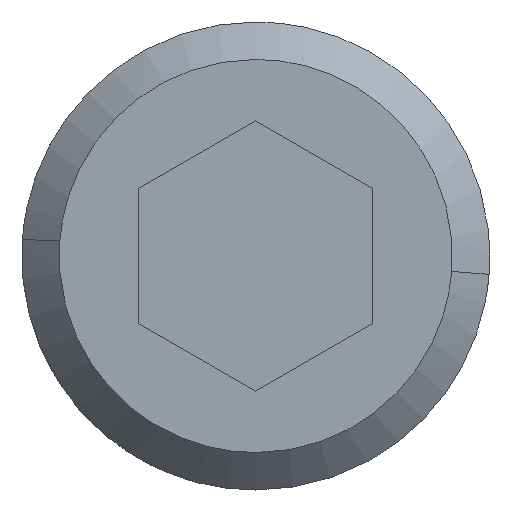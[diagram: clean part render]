
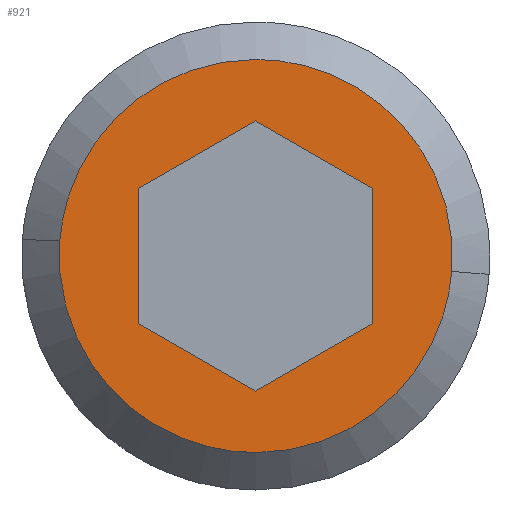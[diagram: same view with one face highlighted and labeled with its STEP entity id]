
A CAD part, front view. The second image highlights one B-rep face of the part: STEP entity #921.
In plain terms, the highlighted free-form (B-spline) face has degree [1, 1] with [2, 2] control points.
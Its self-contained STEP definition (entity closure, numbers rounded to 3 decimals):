
#600=CARTESIAN_POINT('',(2.094,-19.65,-0.165));
#601=VERTEX_POINT('',#600);
#607=CARTESIAN_POINT('',(0.0,-19.65,-2.1));
#608=VERTEX_POINT('',#607);
#609=CARTESIAN_POINT('',(0.0,-19.65,-2.1));
#610=CARTESIAN_POINT('',(1.941,-19.65,-2.1));
#611=CARTESIAN_POINT('',(2.094,-19.65,-0.165));
#619=(BOUNDED_CURVE()B_SPLINE_CURVE(2,(#609,#610,#611),.UNSPECIFIED.,.F.,.U.)B_SPLINE_CURVE_WITH_KNOTS((3,3),(0.0,0.236),.UNSPECIFIED.)CURVE()GEOMETRIC_REPRESENTATION_ITEM()RATIONAL_B_SPLINE_CURVE((1.0,0.723,0.97))REPRESENTATION_ITEM(''));
#620=EDGE_CURVE('',#608,#601,#619,.T.);
#622=CARTESIAN_POINT('',(-2.094,-19.65,0.165));
#623=VERTEX_POINT('',#622);
#624=CARTESIAN_POINT('',(-2.094,-19.65,0.165));
#625=CARTESIAN_POINT('',(-2.1,-19.65,0.083));
#626=CARTESIAN_POINT('',(-2.1,-19.65,0.));
#627=CARTESIAN_POINT('',(-2.1,-19.65,-2.1));
#628=CARTESIAN_POINT('',(0.0,-19.65,-2.1));
#636=(BOUNDED_CURVE()B_SPLINE_CURVE(2,(#624,#625,#626,#627,#628),.UNSPECIFIED.,.F.,.U.)B_SPLINE_CURVE_WITH_KNOTS((3,2,3),(0.736,0.75,1.0),.UNSPECIFIED.)CURVE()GEOMETRIC_REPRESENTATION_ITEM()RATIONAL_B_SPLINE_CURVE((0.97,0.984,1.0,0.707,1.0))REPRESENTATION_ITEM(''));
#637=EDGE_CURVE('',#623,#608,#636,.T.);
#674=CARTESIAN_POINT('',(0.0,-19.65,2.1));
#675=VERTEX_POINT('',#674);
#676=CARTESIAN_POINT('',(0.0,-19.65,2.1));
#677=CARTESIAN_POINT('',(-1.941,-19.65,2.1));
#678=CARTESIAN_POINT('',(-2.094,-19.65,0.165));
#686=(BOUNDED_CURVE()B_SPLINE_CURVE(2,(#676,#677,#678),.UNSPECIFIED.,.F.,.U.)B_SPLINE_CURVE_WITH_KNOTS((3,3),(0.5,0.736),.UNSPECIFIED.)CURVE()GEOMETRIC_REPRESENTATION_ITEM()RATIONAL_B_SPLINE_CURVE((1.0,0.723,0.97))REPRESENTATION_ITEM(''));
#687=EDGE_CURVE('',#675,#623,#686,.T.);
#689=CARTESIAN_POINT('',(2.094,-19.65,-0.165));
#690=CARTESIAN_POINT('',(2.1,-19.65,-0.083));
#691=CARTESIAN_POINT('',(2.1,-19.65,0.));
#692=CARTESIAN_POINT('',(2.1,-19.65,2.1));
#693=CARTESIAN_POINT('',(0.0,-19.65,2.1));
#701=(BOUNDED_CURVE()B_SPLINE_CURVE(2,(#689,#690,#691,#692,#693),.UNSPECIFIED.,.F.,.U.)B_SPLINE_CURVE_WITH_KNOTS((3,2,3),(0.236,0.25,0.5),.UNSPECIFIED.)CURVE()GEOMETRIC_REPRESENTATION_ITEM()RATIONAL_B_SPLINE_CURVE((0.97,0.984,1.0,0.707,1.0))REPRESENTATION_ITEM(''));
#702=EDGE_CURVE('',#601,#675,#701,.T.);
#775=CARTESIAN_POINT('',(1.25,-19.65,0.722));
#776=VERTEX_POINT('',#775);
#777=CARTESIAN_POINT('',(0.0,-19.65,1.443));
#778=VERTEX_POINT('',#777);
#779=CARTESIAN_POINT('',(1.25,-19.65,0.722));
#780=CARTESIAN_POINT('',(0.0,-19.65,1.443));
#781=QUASI_UNIFORM_CURVE('',1,(#779,#780),.UNSPECIFIED.,.F.,.U.);
#782=EDGE_CURVE('',#776,#778,#781,.T.);
#803=CARTESIAN_POINT('',(1.25,-19.65,-0.722));
#804=VERTEX_POINT('',#803);
#805=CARTESIAN_POINT('',(1.25,-19.65,-0.722));
#806=CARTESIAN_POINT('',(1.25,-19.65,0.722));
#807=QUASI_UNIFORM_CURVE('',1,(#805,#806),.UNSPECIFIED.,.F.,.U.);
#808=EDGE_CURVE('',#804,#776,#807,.T.);
#825=CARTESIAN_POINT('',(0.0,-19.65,-1.443));
#826=VERTEX_POINT('',#825);
#827=CARTESIAN_POINT('',(0.0,-19.65,-1.443));
#828=CARTESIAN_POINT('',(1.25,-19.65,-0.722));
#829=QUASI_UNIFORM_CURVE('',1,(#827,#828),.UNSPECIFIED.,.F.,.U.);
#830=EDGE_CURVE('',#826,#804,#829,.T.);
#847=CARTESIAN_POINT('',(-1.25,-19.65,-0.722));
#848=VERTEX_POINT('',#847);
#849=CARTESIAN_POINT('',(-1.25,-19.65,-0.722));
#850=CARTESIAN_POINT('',(0.0,-19.65,-1.443));
#851=QUASI_UNIFORM_CURVE('',1,(#849,#850),.UNSPECIFIED.,.F.,.U.);
#852=EDGE_CURVE('',#848,#826,#851,.T.);
#869=CARTESIAN_POINT('',(-1.25,-19.65,0.722));
#870=VERTEX_POINT('',#869);
#871=CARTESIAN_POINT('',(-1.25,-19.65,0.722));
#872=CARTESIAN_POINT('',(-1.25,-19.65,-0.722));
#873=QUASI_UNIFORM_CURVE('',1,(#871,#872),.UNSPECIFIED.,.F.,.U.);
#874=EDGE_CURVE('',#870,#848,#873,.T.);
#891=CARTESIAN_POINT('',(0.0,-19.65,1.443));
#892=CARTESIAN_POINT('',(-1.25,-19.65,0.722));
#893=QUASI_UNIFORM_CURVE('',1,(#891,#892),.UNSPECIFIED.,.F.,.U.);
#894=EDGE_CURVE('',#778,#870,#893,.T.);
#902=CARTESIAN_POINT('',(-2.309,-19.65,2.31));
#903=CARTESIAN_POINT('',(-2.309,-19.65,-2.31));
#904=CARTESIAN_POINT('',(2.309,-19.65,2.31));
#905=CARTESIAN_POINT('',(2.309,-19.65,-2.31));
#906=B_SPLINE_SURFACE_WITH_KNOTS('',1,1,((#902,#904),(#903,#905)),.UNSPECIFIED.,.F.,.F.,.U.,(2,2),(2,2),(0.0,4.62),(0.0,4.618),.UNSPECIFIED.);
#907=ORIENTED_EDGE('',*,*,#620,.T.);
#908=ORIENTED_EDGE('',*,*,#702,.T.);
#909=ORIENTED_EDGE('',*,*,#687,.T.);
#910=ORIENTED_EDGE('',*,*,#637,.T.);
#911=EDGE_LOOP('',(#907,#908,#909,#910));
#912=FACE_OUTER_BOUND('',#911,.T.);
#913=ORIENTED_EDGE('',*,*,#894,.F.);
#914=ORIENTED_EDGE('',*,*,#782,.F.);
#915=ORIENTED_EDGE('',*,*,#808,.F.);
#916=ORIENTED_EDGE('',*,*,#830,.F.);
#917=ORIENTED_EDGE('',*,*,#852,.F.);
#918=ORIENTED_EDGE('',*,*,#874,.F.);
#919=EDGE_LOOP('',(#913,#914,#915,#916,#917,#918));
#920=FACE_BOUND('',#919,.T.);
#921=ADVANCED_FACE('',(#912,#920),#906,.T.);
